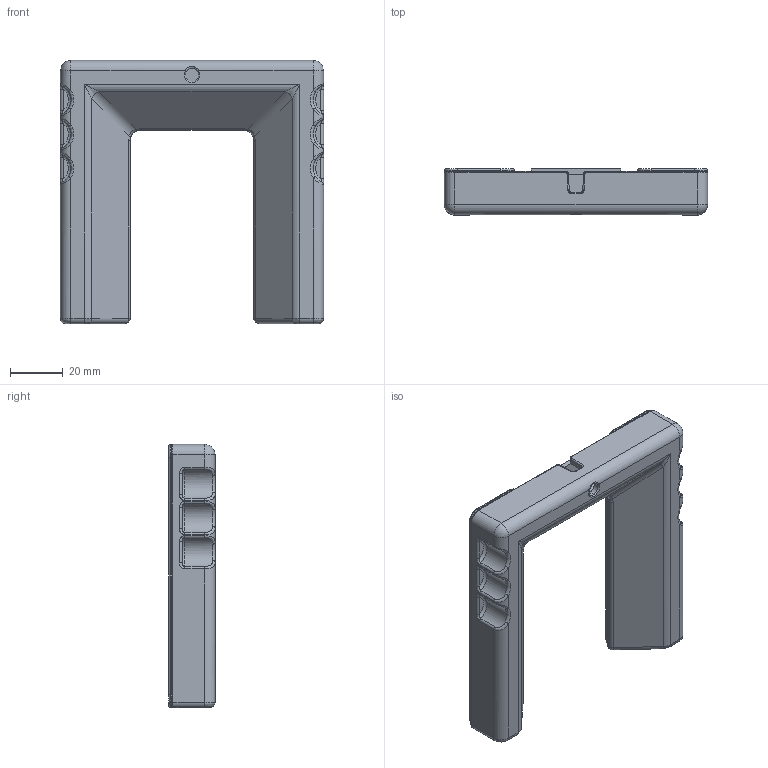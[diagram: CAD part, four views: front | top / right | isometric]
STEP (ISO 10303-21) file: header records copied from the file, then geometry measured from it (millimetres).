
FILE_DESCRIPTION( (''), '2;1');
FILE_NAME ('PC50.22208.TM_322_100_24219.stp','2021-03-16T13:57:05',(''),(''),'spGate 17.5.1','','');
FILE_SCHEMA (('AUTOMOTIVE_DESIGN'));
Length unit declared in the file: millimetre
Products named in the file (2): Assembly; V10722B0010C
Assembly tree (1 placements, depth 2):
  Assembly
    V10722B0010C
Bounding box: 100 x 17.5 x 100 mm (x, y, z)
Volume: 84357.8 mm3; surface area: 21317.8 mm2
Topology: 1 solids, 1 shells, 224 faces, 531 edges, 302 vertices
Faces by surface type: cylinder 89, bspline 74, plane 57, sphere 4
Entity records: 13390 total; most frequent: CARTESIAN_POINT 4191, ORIENTED_EDGE 1050, DIRECTION 987, COLOUR_RGB 750, PRESENTATION_STYLE_ASSIGNMENT 750, STYLED_ITEM 750, EDGE_CURVE 525, DRAUGHTING_PRE_DEFINED_CURVE_FONT 525
